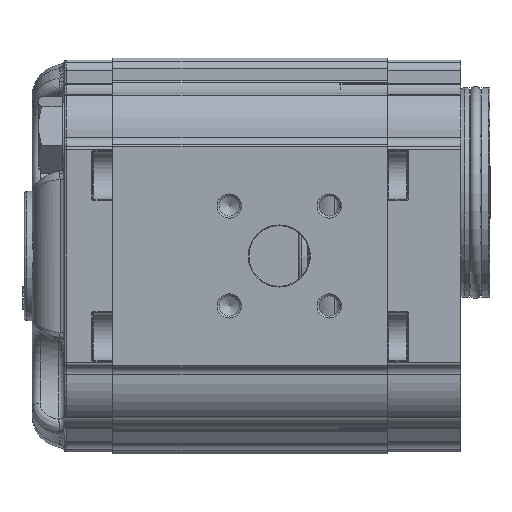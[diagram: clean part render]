
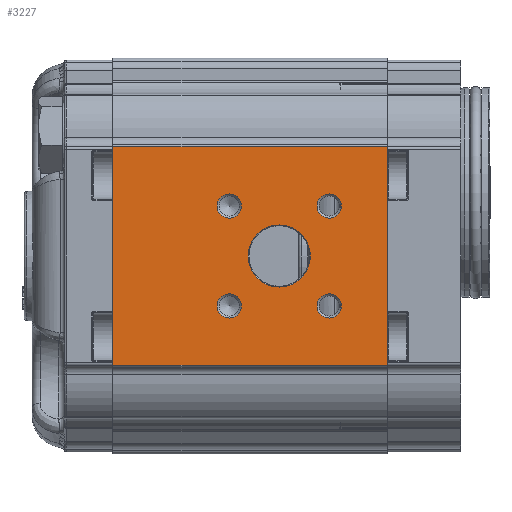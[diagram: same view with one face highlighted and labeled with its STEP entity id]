
A CAD part, left-side view. The second image highlights one B-rep face of the part: STEP entity #3227.
In plain terms, the highlighted planar face has unit normal (-1, 0, 0).
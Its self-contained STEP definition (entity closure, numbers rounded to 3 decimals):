
#3227 = ADVANCED_FACE( '', ( #7486, #7487, #7488, #7489, #7490, #7491 ), #7492, .T. );
#7486 = FACE_BOUND( '', #13739, .T. );
#7487 = FACE_BOUND( '', #13740, .T. );
#7488 = FACE_BOUND( '', #13741, .T. );
#7489 = FACE_BOUND( '', #13742, .T. );
#7490 = FACE_BOUND( '', #13743, .T. );
#7491 = FACE_OUTER_BOUND( '', #13744, .T. );
#7492 = PLANE( '', #13745 );
#13739 = EDGE_LOOP( '', ( #25244 ) );
#13740 = EDGE_LOOP( '', ( #25245 ) );
#13741 = EDGE_LOOP( '', ( #25246 ) );
#13742 = EDGE_LOOP( '', ( #25247 ) );
#13743 = EDGE_LOOP( '', ( #25248 ) );
#13744 = EDGE_LOOP( '', ( #25249, #25250, #25251, #25252 ) );
#13745 = AXIS2_PLACEMENT_3D( '', #25253, #25254, #25255 );
#25244 = ORIENTED_EDGE( '', *, *, #37803, .T. );
#25245 = ORIENTED_EDGE( '', *, *, #37804, .T. );
#25246 = ORIENTED_EDGE( '', *, *, #36246, .T. );
#25247 = ORIENTED_EDGE( '', *, *, #37805, .T. );
#25248 = ORIENTED_EDGE( '', *, *, #36509, .T. );
#25249 = ORIENTED_EDGE( '', *, *, #37806, .F. );
#25250 = ORIENTED_EDGE( '', *, *, #36731, .F. );
#25251 = ORIENTED_EDGE( '', *, *, #37807, .T. );
#25252 = ORIENTED_EDGE( '', *, *, #37808, .T. );
#25253 = CARTESIAN_POINT( '', ( -43., 68., 27.048 ) );
#25254 = DIRECTION( '', ( -1., 0., 0. ) );
#25255 = DIRECTION( '', ( 0., 0., 1. ) );
#36246 = EDGE_CURVE( '', #43827, #43827, #43828, .F. );
#36509 = EDGE_CURVE( '', #44243, #44243, #44244, .F. );
#36731 = EDGE_CURVE( '', #44586, #44582, #44588, .T. );
#37803 = EDGE_CURVE( '', #46129, #46129, #46130, .F. );
#37804 = EDGE_CURVE( '', #46131, #46131, #46132, .F. );
#37805 = EDGE_CURVE( '', #46133, #46133, #46134, .F. );
#37806 = EDGE_CURVE( '', #44582, #46135, #46136, .T. );
#37807 = EDGE_CURVE( '', #44586, #46137, #46138, .T. );
#37808 = EDGE_CURVE( '', #46137, #46135, #46139, .T. );
#43827 = VERTEX_POINT( '', #55510 );
#43828 = CIRCLE( '', #55511, 3. );
#44243 = VERTEX_POINT( '', #56253 );
#44244 = CIRCLE( '', #56254, 3. );
#44582 = VERTEX_POINT( '', #56865 );
#44586 = VERTEX_POINT( '', #56870 );
#44588 = LINE( '', #56872, #56873 );
#46129 = VERTEX_POINT( '', #59718 );
#46130 = CIRCLE( '', #59719, 7.7 );
#46131 = VERTEX_POINT( '', #59720 );
#46132 = CIRCLE( '', #59721, 3. );
#46133 = VERTEX_POINT( '', #59722 );
#46134 = CIRCLE( '', #59723, 3. );
#46135 = VERTEX_POINT( '', #59724 );
#46136 = LINE( '', #59725, #59726 );
#46137 = VERTEX_POINT( '', #59727 );
#46138 = LINE( '', #59728, #59729 );
#46139 = LINE( '', #59730, #59731 );
#55510 = CARTESIAN_POINT( '', ( -43., 39.174, 15.374 ) );
#55511 = AXIS2_PLACEMENT_3D( '', #68295, #68296, #68297 );
#56253 = CARTESIAN_POINT( '', ( -43., 14.426, -9.374 ) );
#56254 = AXIS2_PLACEMENT_3D( '', #68607, #68608, #68609 );
#56865 = CARTESIAN_POINT( '', ( -43., 0., 27.048 ) );
#56870 = CARTESIAN_POINT( '', ( -43., 68., 27.048 ) );
#56872 = CARTESIAN_POINT( '', ( -43., 68., 27.048 ) );
#56873 = VECTOR( '', #68843, 1000. );
#59718 = CARTESIAN_POINT( '', ( -43., 26.8, 7.7 ) );
#59719 = AXIS2_PLACEMENT_3D( '', #70042, #70043, #70044 );
#59720 = CARTESIAN_POINT( '', ( -43., 39.174, -9.374 ) );
#59721 = AXIS2_PLACEMENT_3D( '', #70045, #70046, #70047 );
#59722 = CARTESIAN_POINT( '', ( -43., 14.426, 15.374 ) );
#59723 = AXIS2_PLACEMENT_3D( '', #70048, #70049, #70050 );
#59724 = CARTESIAN_POINT( '', ( -43., 0., -27.048 ) );
#59725 = CARTESIAN_POINT( '', ( -43., 0., 27.048 ) );
#59726 = VECTOR( '', #70051, 1000. );
#59727 = CARTESIAN_POINT( '', ( -43., 68., -27.048 ) );
#59728 = CARTESIAN_POINT( '', ( -43., 68., 27.048 ) );
#59729 = VECTOR( '', #70052, 1000. );
#59730 = CARTESIAN_POINT( '', ( -43., 68., -27.048 ) );
#59731 = VECTOR( '', #70053, 1000. );
#68295 = CARTESIAN_POINT( '', ( -43., 39.174, 12.374 ) );
#68296 = DIRECTION( '', ( -1., 0., 0. ) );
#68297 = DIRECTION( '', ( 0., 0., 1. ) );
#68607 = CARTESIAN_POINT( '', ( -43., 14.426, -12.374 ) );
#68608 = DIRECTION( '', ( -1., 0., 0. ) );
#68609 = DIRECTION( '', ( 0., 0., 1. ) );
#68843 = DIRECTION( '', ( 0., -1., 0. ) );
#70042 = CARTESIAN_POINT( '', ( -43., 26.8, 0. ) );
#70043 = DIRECTION( '', ( -1., 0., 0. ) );
#70044 = DIRECTION( '', ( 0., 0., 1. ) );
#70045 = CARTESIAN_POINT( '', ( -43., 39.174, -12.374 ) );
#70046 = DIRECTION( '', ( -1., 0., 0. ) );
#70047 = DIRECTION( '', ( 0., 0., 1. ) );
#70048 = CARTESIAN_POINT( '', ( -43., 14.426, 12.374 ) );
#70049 = DIRECTION( '', ( -1., 0., 0. ) );
#70050 = DIRECTION( '', ( 0., 0., 1. ) );
#70051 = DIRECTION( '', ( 0., 0., -1. ) );
#70052 = DIRECTION( '', ( 0., 0., -1. ) );
#70053 = DIRECTION( '', ( 0., -1., 0. ) );
